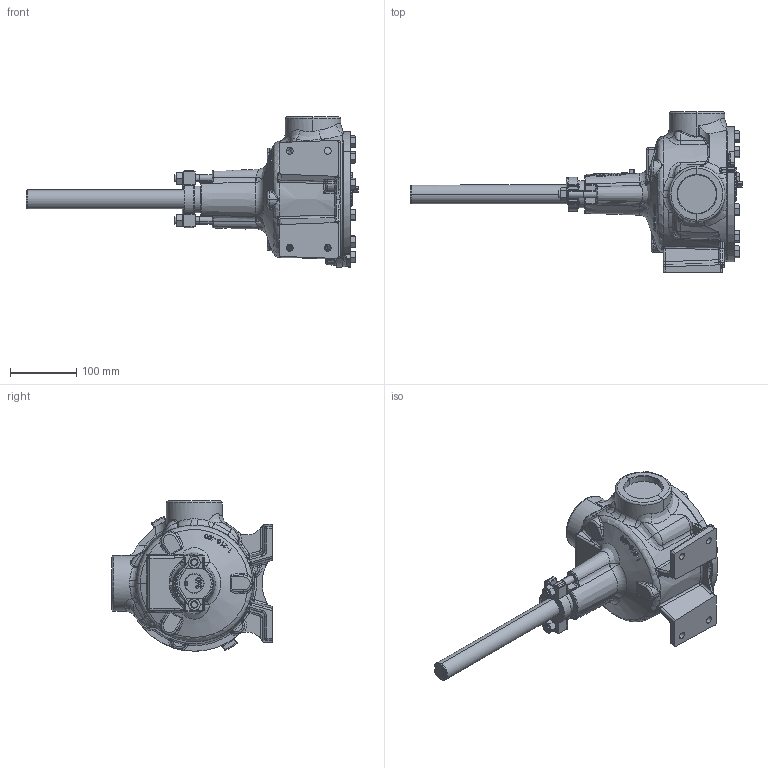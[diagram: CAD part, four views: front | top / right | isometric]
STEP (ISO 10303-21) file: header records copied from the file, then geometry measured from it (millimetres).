
FILE_DESCRIPTION (( 'STEP AP214' ), '1' );
FILE_NAME ('KK32.STEP', '2016-12-15T15:12:32', ( '' ), ( '' ), 'SwSTEP 2.0', 'SolidWorks 2016', '' );
FILE_SCHEMA (( 'AUTOMOTIVE_DESIGN' ));
Length unit declared in the file: inch
Products named in the file (2): KK32
Bounding box: 499.54 x 241.7 x 226.41 mm (x, y, z)
Volume: 4338546 mm3; surface area: 255498.6 mm2
Topology: 1 solids, 1 shells, 1150 faces, 2869 edges, 1725 vertices
Faces by surface type: plane 363, bspline 295, cone 191, cylinder 166, torus 99, sphere 36
Entity records: 70453 total; most frequent: CARTESIAN_POINT 31057, ORIENTED_EDGE 5664, DIRECTION 4343, EDGE_CURVE 2832, AXIS2_PLACEMENT_3D 1739, VERTEX_POINT 1723, EDGE_LOOP 1207, LENGTH_MEASURE_WITH_UNIT 1153
